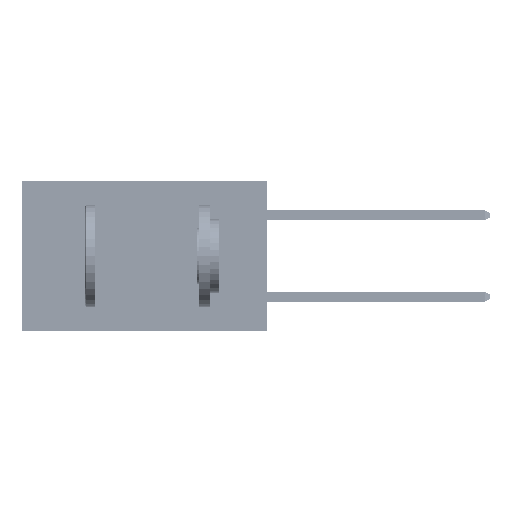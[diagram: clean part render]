
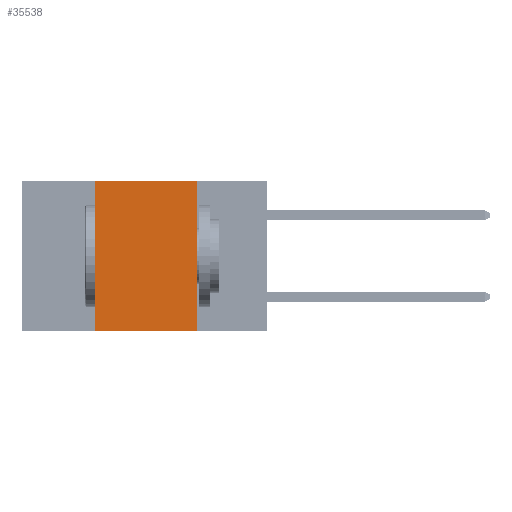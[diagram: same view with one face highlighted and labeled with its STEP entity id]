
A CAD part, left-side view. The second image highlights one B-rep face of the part: STEP entity #35538.
In plain terms, the highlighted planar face has unit normal (-1, 0, 0).
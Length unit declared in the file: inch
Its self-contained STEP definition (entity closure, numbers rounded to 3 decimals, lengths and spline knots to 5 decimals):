
#936 = ORIENTED_EDGE ( 'NONE', *, *, #27940, .T. ) ;
#3493 = EDGE_LOOP ( 'NONE', ( #46418, #20190, #32060, #936 ) ) ;
#3737 = CARTESIAN_POINT ( 'NONE',  ( 0., 0.17, -0.37 ) ) ;
#4118 = DIRECTION ( 'NONE',  ( 1., 0., 0. ) ) ;
#7611 = PLANE ( 'NONE',  #20590 ) ;
#10180 = VECTOR ( 'NONE', #25821, 39.37008 ) ;
#12535 = DIRECTION ( 'NONE',  ( 0., -1., 0. ) ) ;
#13154 = LINE ( 'NONE', #32400, #15602 ) ;
#14465 = VERTEX_POINT ( 'NONE', #34469 ) ;
#14970 = CARTESIAN_POINT ( 'NONE',  ( 0., 0.6, 0. ) ) ;
#15602 = VECTOR ( 'NONE', #40508, 39.37008 ) ;
#17482 = FACE_OUTER_BOUND ( 'NONE', #3493, .T. ) ;
#18748 = LINE ( 'NONE', #14970, #21259 ) ;
#20190 = ORIENTED_EDGE ( 'NONE', *, *, #35391, .F. ) ;
#20396 = CARTESIAN_POINT ( 'NONE',  ( 0., 0.6, 0. ) ) ;
#20590 = AXIS2_PLACEMENT_3D ( 'NONE', #20396, #4118, #35680 ) ;
#21259 = VECTOR ( 'NONE', #31130, 39.37008 ) ;
#21485 = LINE ( 'NONE', #49920, #10180 ) ;
#24902 = EDGE_CURVE ( 'NONE', #46613, #46115, #21485, .T. ) ;
#25821 = DIRECTION ( 'NONE',  ( 0., 0., -1. ) ) ;
#26142 = VERTEX_POINT ( 'NONE', #34661 ) ;
#27940 = EDGE_CURVE ( 'NONE', #26142, #46115, #31274, .T. ) ;
#31130 = DIRECTION ( 'NONE',  ( 0., -1., 0. ) ) ;
#31274 = LINE ( 'NONE', #44139, #37581 ) ;
#32060 = ORIENTED_EDGE ( 'NONE', *, *, #48465, .F. ) ;
#32400 = CARTESIAN_POINT ( 'NONE',  ( 0., 0.42, 0. ) ) ;
#34469 = CARTESIAN_POINT ( 'NONE',  ( 0., 0.42, 0. ) ) ;
#34661 = CARTESIAN_POINT ( 'NONE',  ( 0., 0.42, -0.37 ) ) ;
#35391 = EDGE_CURVE ( 'NONE', #14465, #46613, #18748, .T. ) ;
#35538 = ADVANCED_FACE ( 'NONE', ( #17482 ), #7611, .F. ) ;
#35680 = DIRECTION ( 'NONE',  ( 0., 0., -1. ) ) ;
#37581 = VECTOR ( 'NONE', #12535, 39.37008 ) ;
#40508 = DIRECTION ( 'NONE',  ( 0., 0., 1. ) ) ;
#41026 = CARTESIAN_POINT ( 'NONE',  ( 0., 0.17, 0. ) ) ;
#44139 = CARTESIAN_POINT ( 'NONE',  ( 0., 0.6, -0.37 ) ) ;
#46115 = VERTEX_POINT ( 'NONE', #3737 ) ;
#46418 = ORIENTED_EDGE ( 'NONE', *, *, #24902, .F. ) ;
#46613 = VERTEX_POINT ( 'NONE', #41026 ) ;
#48465 = EDGE_CURVE ( 'NONE', #26142, #14465, #13154, .T. ) ;
#49920 = CARTESIAN_POINT ( 'NONE',  ( 0., 0.17, 0. ) ) ;
